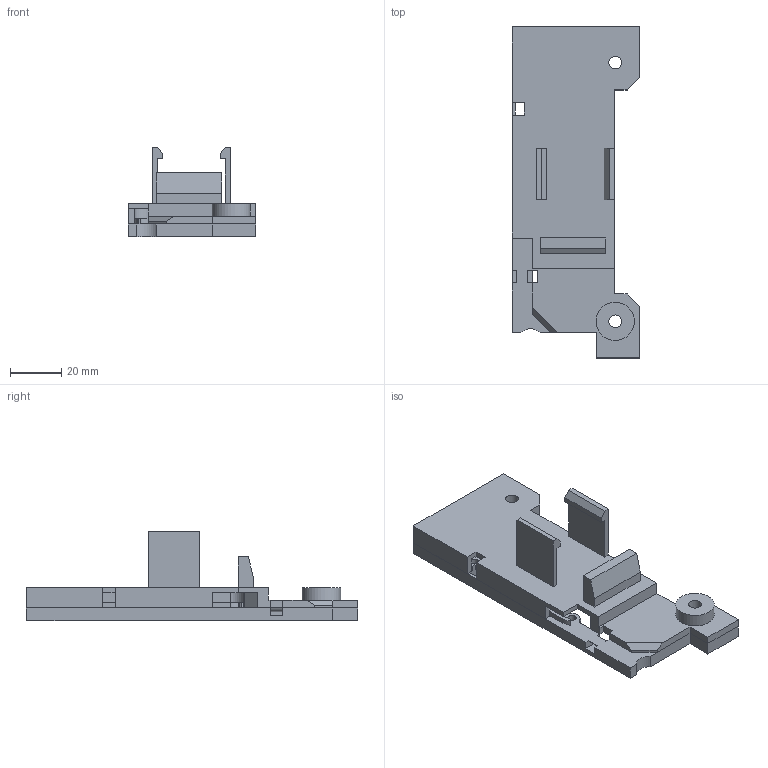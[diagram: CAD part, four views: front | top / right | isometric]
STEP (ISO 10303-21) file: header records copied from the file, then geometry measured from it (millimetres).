
FILE_DESCRIPTION(/* description */ ('STEP AP242','CAx-IF Rec.Pracs.---Representation and Presentation of Product Manufacturing Information (PMI)---4.0---2014-10-13','CAx-IF Rec.Pracs.---3D Tessellated Geometry---0.4---2014-09-14','2;1'),/* implementation_level */ '2;1');
FILE_NAME(/* name */ '656c03b9d0c5750e705462a8',/* time_stamp */ '2023-12-03T04:27:38Z',/* author */ (''),/* organization */ (''),/* preprocessor_version */ 'ST-DEVELOPER v19.4',/* originating_system */ ' ',/* authorisation */ ' ');
FILE_SCHEMA (('AP242_MANAGED_MODEL_BASED_3D_ENGINEERING_MIM_LF { 1 0 10303 442 1 1 4 }'));
Length unit declared in the file: metre
Products named in the file (2): Case_Bottom; Case_Top
Bounding box: 50 x 129.7 x 35 mm (x, y, z)
Volume: 36717.4 mm3; surface area: 26885.6 mm2
Topology: 2 solids, 2 shells, 161 faces, 453 edges, 300 vertices
Faces by surface type: plane 122, cylinder 38, torus 1
Full cylindrical faces by diameter (mm): 3.2 x4, 5 x2, 10 x4, 10.5 x2, 15 x1
Entity records: 5184 total; most frequent: CARTESIAN_POINT 903, ORIENTED_EDGE 880, DIRECTION 844, EDGE_CURVE 440, LINE 362, VECTOR 362, VERTEX_POINT 300, AXIS2_PLACEMENT_3D 241
